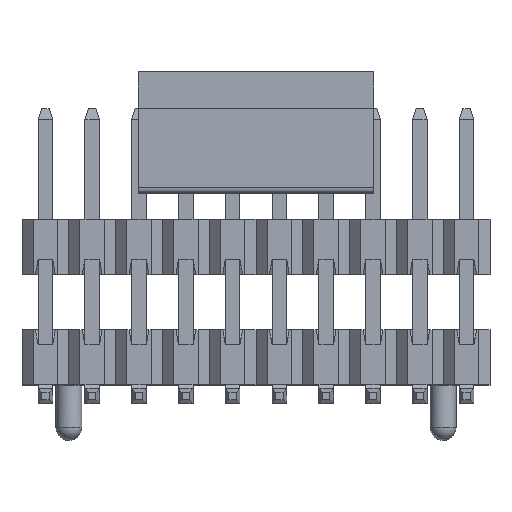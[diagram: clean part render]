
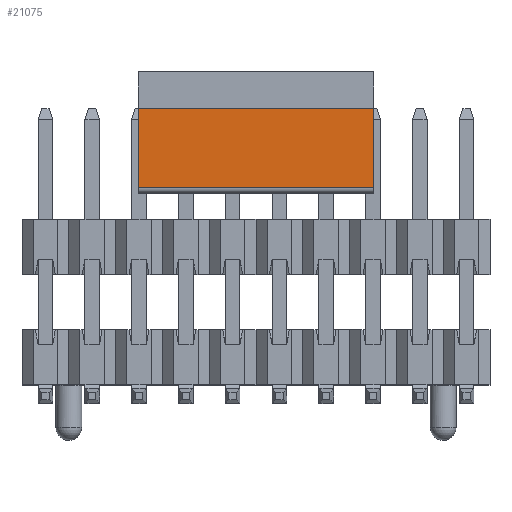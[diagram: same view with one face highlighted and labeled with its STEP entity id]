
A CAD part, top view. The second image highlights one B-rep face of the part: STEP entity #21075.
In plain terms, the highlighted planar face has unit normal (0, 0, 1).
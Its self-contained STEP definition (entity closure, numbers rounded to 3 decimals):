
#20088=CARTESIAN_POINT('',(2.515,5.35,1.7));
#20089=VERTEX_POINT('',#20088);
#20097=CARTESIAN_POINT('',(2.515,7.5,1.7));
#20098=VERTEX_POINT('',#20097);
#20099=CARTESIAN_POINT('',(2.515,5.35,1.7));
#20100=DIRECTION('',(0.,1.,0.));
#20101=VECTOR('',#20100,2.15);
#20102=LINE('',#20099,#20101);
#20103=EDGE_CURVE('',#20089,#20098,#20102,.T.);
#20539=CARTESIAN_POINT('',(8.915,7.5,1.7));
#20540=VERTEX_POINT('',#20539);
#20547=CARTESIAN_POINT('',(8.915,5.35,1.7));
#20548=VERTEX_POINT('',#20547);
#20549=CARTESIAN_POINT('',(8.915,7.5,1.7));
#20550=DIRECTION('',(0.,-1.,0.));
#20551=VECTOR('',#20550,2.15);
#20552=LINE('',#20549,#20551);
#20553=EDGE_CURVE('',#20540,#20548,#20552,.T.);
#21049=CARTESIAN_POINT('',(8.915,5.35,1.7));
#21050=DIRECTION('',(-1.,0.,0.));
#21051=VECTOR('',#21050,6.4);
#21052=LINE('',#21049,#21051);
#21053=EDGE_CURVE('',#20548,#20089,#21052,.T.);
#21059=CARTESIAN_POINT('',(2.515,7.5,1.7));
#21060=DIRECTION('',(0.,-1.,0.));
#21061=DIRECTION('',(-0.,0.,1.));
#21062=AXIS2_PLACEMENT_3D('',#21059,#21061,#21060);
#21063=PLANE('',#21062);
#21064=ORIENTED_EDGE('',*,*,#20553,.F.);
#21065=CARTESIAN_POINT('',(8.915,7.5,1.7));
#21066=DIRECTION('',(-1.,0.,0.));
#21067=VECTOR('',#21066,6.4);
#21068=LINE('',#21065,#21067);
#21069=EDGE_CURVE('',#20540,#20098,#21068,.T.);
#21070=ORIENTED_EDGE('',*,*,#21069,.T.);
#21071=ORIENTED_EDGE('',*,*,#20103,.F.);
#21072=ORIENTED_EDGE('',*,*,#21053,.F.);
#21073=EDGE_LOOP('',(#21064,#21070,#21071,#21072));
#21074=FACE_OUTER_BOUND('',#21073,.T.);
#21075=ADVANCED_FACE('',(#21074),#21063,.T.);
